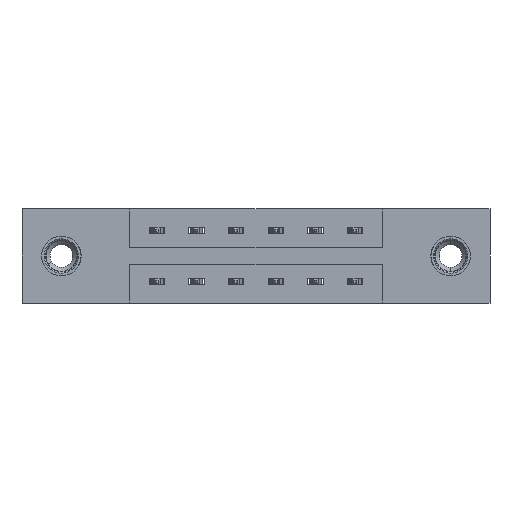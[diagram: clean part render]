
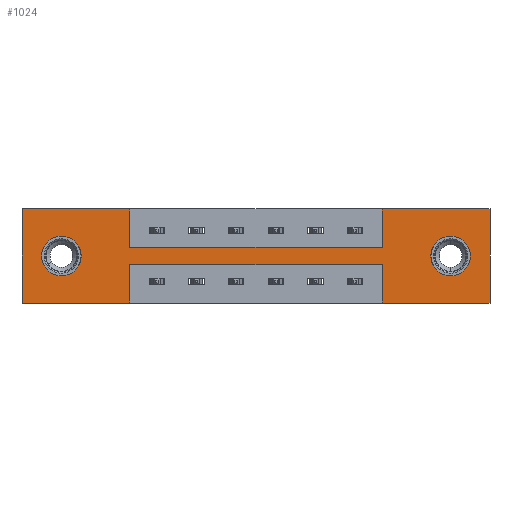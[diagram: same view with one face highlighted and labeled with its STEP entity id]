
A CAD part, front view. The second image highlights one B-rep face of the part: STEP entity #1024.
In plain terms, the highlighted planar face has unit normal (0, -1, 0).
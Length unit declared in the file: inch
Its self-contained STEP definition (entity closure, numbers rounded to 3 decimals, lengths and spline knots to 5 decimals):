
#156 = CARTESIAN_POINT ( 'NONE',  ( 0.425, 0., -0.22 ) ) ;
#231 = LINE ( 'NONE', #416, #8679 ) ;
#409 = AXIS2_PLACEMENT_3D ( 'NONE', #9826, #3253, #3142 ) ;
#414 = ORIENTED_EDGE ( 'NONE', *, *, #1651, .F. ) ;
#416 = CARTESIAN_POINT ( 'NONE',  ( 0.425, 0., -0.37 ) ) ;
#516 = AXIS2_PLACEMENT_3D ( 'NONE', #5299, #2088, #6201 ) ;
#549 = DIRECTION ( 'NONE',  ( -1., 0., 0. ) ) ;
#603 = CARTESIAN_POINT ( 'NONE',  ( 0.425, 0., -0.37 ) ) ;
#702 = VERTEX_POINT ( 'NONE', #9966 ) ;
#717 = VERTEX_POINT ( 'NONE', #5775 ) ;
#747 = ORIENTED_EDGE ( 'NONE', *, *, #5923, .F. ) ;
#767 = CIRCLE ( 'NONE', #409, 0.078 ) ;
#842 = VERTEX_POINT ( 'NONE', #7621 ) ;
#884 = ORIENTED_EDGE ( 'NONE', *, *, #7073, .F. ) ;
#944 = CARTESIAN_POINT ( 'NONE',  ( 1.842, 0., 0. ) ) ;
#1023 = CARTESIAN_POINT ( 'NONE',  ( 0., 0., 0. ) ) ;
#1024 = ADVANCED_FACE ( 'NONE', ( #9424, #7247, #5070 ), #3576, .T. ) ;
#1104 = DIRECTION ( 'NONE',  ( 1., 0., 0. ) ) ;
#1234 = VERTEX_POINT ( 'NONE', #9919 ) ;
#1380 = VERTEX_POINT ( 'NONE', #7789 ) ;
#1439 = LINE ( 'NONE', #9605, #4907 ) ;
#1500 = VERTEX_POINT ( 'NONE', #2098 ) ;
#1596 = VECTOR ( 'NONE', #5075, 39.37008 ) ;
#1651 = EDGE_CURVE ( 'NONE', #2690, #1500, #6596, .T. ) ;
#1907 = CARTESIAN_POINT ( 'NONE',  ( 0.425, 0., -0.15 ) ) ;
#1924 = VERTEX_POINT ( 'NONE', #8035 ) ;
#1943 = VERTEX_POINT ( 'NONE', #2271 ) ;
#1945 = CARTESIAN_POINT ( 'NONE',  ( 1.687, 0., -0.107 ) ) ;
#1962 = ORIENTED_EDGE ( 'NONE', *, *, #8999, .F. ) ;
#1983 = VECTOR ( 'NONE', #7014, 39.37008 ) ;
#2022 = DIRECTION ( 'NONE',  ( 0., 0., 1. ) ) ;
#2026 = VECTOR ( 'NONE', #549, 39.37008 ) ;
#2076 = EDGE_CURVE ( 'NONE', #5533, #2224, #6082, .T. ) ;
#2088 = DIRECTION ( 'NONE',  ( 0., -1., 0. ) ) ;
#2098 = CARTESIAN_POINT ( 'NONE',  ( 0., 0., -0.37 ) ) ;
#2224 = VERTEX_POINT ( 'NONE', #156 ) ;
#2236 = VERTEX_POINT ( 'NONE', #944 ) ;
#2253 = DIRECTION ( 'NONE',  ( 0., 1., 0. ) ) ;
#2269 = EDGE_CURVE ( 'NONE', #717, #5533, #10369, .T. ) ;
#2271 = CARTESIAN_POINT ( 'NONE',  ( 1.687, 0., -0.263 ) ) ;
#2446 = ORIENTED_EDGE ( 'NONE', *, *, #8060, .T. ) ;
#2468 = EDGE_CURVE ( 'NONE', #3797, #8328, #1439, .T. ) ;
#2560 = CARTESIAN_POINT ( 'NONE',  ( 0.425, 0., 0. ) ) ;
#2623 = LINE ( 'NONE', #9886, #1596 ) ;
#2640 = DIRECTION ( 'NONE',  ( 0., 0., 1. ) ) ;
#2690 = VERTEX_POINT ( 'NONE', #603 ) ;
#2800 = EDGE_CURVE ( 'NONE', #702, #2236, #4635, .T. ) ;
#2989 = CARTESIAN_POINT ( 'NONE',  ( 0.425, 0., -0.22 ) ) ;
#3142 = DIRECTION ( 'NONE',  ( 0., 0., -1. ) ) ;
#3253 = DIRECTION ( 'NONE',  ( 0., 1., 0. ) ) ;
#3453 = ORIENTED_EDGE ( 'NONE', *, *, #4037, .T. ) ;
#3472 = ORIENTED_EDGE ( 'NONE', *, *, #8513, .F. ) ;
#3576 = PLANE ( 'NONE',  #516 ) ;
#3591 = CARTESIAN_POINT ( 'NONE',  ( 1.417, 0., -0.15 ) ) ;
#3797 = VERTEX_POINT ( 'NONE', #2560 ) ;
#3840 = DIRECTION ( 'NONE',  ( 1., 0., 0. ) ) ;
#3853 = ORIENTED_EDGE ( 'NONE', *, *, #2269, .F. ) ;
#3929 = VERTEX_POINT ( 'NONE', #3591 ) ;
#3960 = LINE ( 'NONE', #7208, #4227 ) ;
#4002 = VECTOR ( 'NONE', #5869, 39.37008 ) ;
#4037 = EDGE_CURVE ( 'NONE', #7277, #1943, #767, .T. ) ;
#4124 = ORIENTED_EDGE ( 'NONE', *, *, #5457, .T. ) ;
#4172 = CARTESIAN_POINT ( 'NONE',  ( 0., 0., -0.37 ) ) ;
#4227 = VECTOR ( 'NONE', #4765, 39.37008 ) ;
#4635 = LINE ( 'NONE', #1023, #9993 ) ;
#4659 = LINE ( 'NONE', #9499, #1983 ) ;
#4684 = EDGE_LOOP ( 'NONE', ( #4124, #10139 ) ) ;
#4721 = CARTESIAN_POINT ( 'NONE',  ( 1.687, 0., -0.185 ) ) ;
#4765 = DIRECTION ( 'NONE',  ( 0., 0., 1. ) ) ;
#4829 = CARTESIAN_POINT ( 'NONE',  ( 1.417, 0., -0.22 ) ) ;
#4907 = VECTOR ( 'NONE', #10388, 39.37008 ) ;
#5070 = FACE_OUTER_BOUND ( 'NONE', #5139, .T. ) ;
#5075 = DIRECTION ( 'NONE',  ( 0., 0., -1. ) ) ;
#5139 = EDGE_LOOP ( 'NONE', ( #3472, #9889, #3853, #1962, #9516, #8435, #884, #9471, #7533, #7255, #747, #414 ) ) ;
#5249 = LINE ( 'NONE', #7648, #10452 ) ;
#5299 = CARTESIAN_POINT ( 'NONE',  ( 0., 0., -0.37 ) ) ;
#5457 = EDGE_CURVE ( 'NONE', #1380, #842, #9530, .T. ) ;
#5533 = VERTEX_POINT ( 'NONE', #4829 ) ;
#5705 = EDGE_CURVE ( 'NONE', #2236, #1924, #2623, .T. ) ;
#5706 = AXIS2_PLACEMENT_3D ( 'NONE', #6074, #6896, #2022 ) ;
#5750 = CIRCLE ( 'NONE', #5706, 0.078 ) ;
#5775 = CARTESIAN_POINT ( 'NONE',  ( 1.417, 0., -0.37 ) ) ;
#5869 = DIRECTION ( 'NONE',  ( -1., 0., 0. ) ) ;
#5923 = EDGE_CURVE ( 'NONE', #1500, #1234, #4659, .T. ) ;
#6074 = CARTESIAN_POINT ( 'NONE',  ( 0.155, 0., -0.185 ) ) ;
#6082 = LINE ( 'NONE', #2989, #4002 ) ;
#6201 = DIRECTION ( 'NONE',  ( 0., 0., -1. ) ) ;
#6596 = LINE ( 'NONE', #4172, #8656 ) ;
#6735 = DIRECTION ( 'NONE',  ( 1., 0., 0. ) ) ;
#6896 = DIRECTION ( 'NONE',  ( 0., 1., 0. ) ) ;
#7014 = DIRECTION ( 'NONE',  ( 0., 0., 1. ) ) ;
#7073 = EDGE_CURVE ( 'NONE', #3929, #702, #3960, .T. ) ;
#7208 = CARTESIAN_POINT ( 'NONE',  ( 1.417, 0., 0. ) ) ;
#7247 = FACE_BOUND ( 'NONE', #4684, .T. ) ;
#7255 = ORIENTED_EDGE ( 'NONE', *, *, #9844, .F. ) ;
#7271 = AXIS2_PLACEMENT_3D ( 'NONE', #4721, #8923, #7346 ) ;
#7277 = VERTEX_POINT ( 'NONE', #1945 ) ;
#7346 = DIRECTION ( 'NONE',  ( 0., 0., -1. ) ) ;
#7533 = ORIENTED_EDGE ( 'NONE', *, *, #2468, .F. ) ;
#7551 = CARTESIAN_POINT ( 'NONE',  ( 1.417, 0., -0.37 ) ) ;
#7621 = CARTESIAN_POINT ( 'NONE',  ( 0.155, 0., -0.263 ) ) ;
#7648 = CARTESIAN_POINT ( 'NONE',  ( 0., 0., 0. ) ) ;
#7789 = CARTESIAN_POINT ( 'NONE',  ( 0.155, 0., -0.107 ) ) ;
#7865 = EDGE_LOOP ( 'NONE', ( #3453, #2446 ) ) ;
#7945 = VECTOR ( 'NONE', #3840, 39.37008 ) ;
#8001 = CARTESIAN_POINT ( 'NONE',  ( 0.425, 0., -0.15 ) ) ;
#8035 = CARTESIAN_POINT ( 'NONE',  ( 1.842, 0., -0.37 ) ) ;
#8060 = EDGE_CURVE ( 'NONE', #1943, #7277, #10056, .T. ) ;
#8159 = LINE ( 'NONE', #10124, #2026 ) ;
#8313 = DIRECTION ( 'NONE',  ( -1., 0., 0. ) ) ;
#8328 = VERTEX_POINT ( 'NONE', #1907 ) ;
#8435 = ORIENTED_EDGE ( 'NONE', *, *, #2800, .F. ) ;
#8513 = EDGE_CURVE ( 'NONE', #2224, #2690, #231, .T. ) ;
#8656 = VECTOR ( 'NONE', #8313, 39.37008 ) ;
#8679 = VECTOR ( 'NONE', #9415, 39.37008 ) ;
#8923 = DIRECTION ( 'NONE',  ( 0., 1., 0. ) ) ;
#8999 = EDGE_CURVE ( 'NONE', #1924, #717, #8159, .T. ) ;
#9393 = VECTOR ( 'NONE', #2640, 39.37008 ) ;
#9415 = DIRECTION ( 'NONE',  ( 0., 0., -1. ) ) ;
#9424 = FACE_BOUND ( 'NONE', #7865, .T. ) ;
#9471 = ORIENTED_EDGE ( 'NONE', *, *, #10129, .F. ) ;
#9499 = CARTESIAN_POINT ( 'NONE',  ( 0., 0., 0. ) ) ;
#9516 = ORIENTED_EDGE ( 'NONE', *, *, #5705, .F. ) ;
#9530 = CIRCLE ( 'NONE', #10029, 0.078 ) ;
#9605 = CARTESIAN_POINT ( 'NONE',  ( 0.425, 0., 0. ) ) ;
#9642 = DIRECTION ( 'NONE',  ( 0., 0., 1. ) ) ;
#9826 = CARTESIAN_POINT ( 'NONE',  ( 1.687, 0., -0.185 ) ) ;
#9844 = EDGE_CURVE ( 'NONE', #1234, #3797, #5249, .T. ) ;
#9886 = CARTESIAN_POINT ( 'NONE',  ( 1.842, 0., 0. ) ) ;
#9889 = ORIENTED_EDGE ( 'NONE', *, *, #2076, .F. ) ;
#9919 = CARTESIAN_POINT ( 'NONE',  ( 0., 0., 0. ) ) ;
#9966 = CARTESIAN_POINT ( 'NONE',  ( 1.417, 0., 0. ) ) ;
#9993 = VECTOR ( 'NONE', #6735, 39.37008 ) ;
#10029 = AXIS2_PLACEMENT_3D ( 'NONE', #10364, #2253, #9642 ) ;
#10056 = CIRCLE ( 'NONE', #7271, 0.078 ) ;
#10086 = LINE ( 'NONE', #8001, #7945 ) ;
#10124 = CARTESIAN_POINT ( 'NONE',  ( 0., 0., -0.37 ) ) ;
#10129 = EDGE_CURVE ( 'NONE', #8328, #3929, #10086, .T. ) ;
#10139 = ORIENTED_EDGE ( 'NONE', *, *, #10522, .T. ) ;
#10364 = CARTESIAN_POINT ( 'NONE',  ( 0.155, 0., -0.185 ) ) ;
#10369 = LINE ( 'NONE', #7551, #9393 ) ;
#10388 = DIRECTION ( 'NONE',  ( 0., 0., -1. ) ) ;
#10452 = VECTOR ( 'NONE', #1104, 39.37008 ) ;
#10522 = EDGE_CURVE ( 'NONE', #842, #1380, #5750, .T. ) ;
